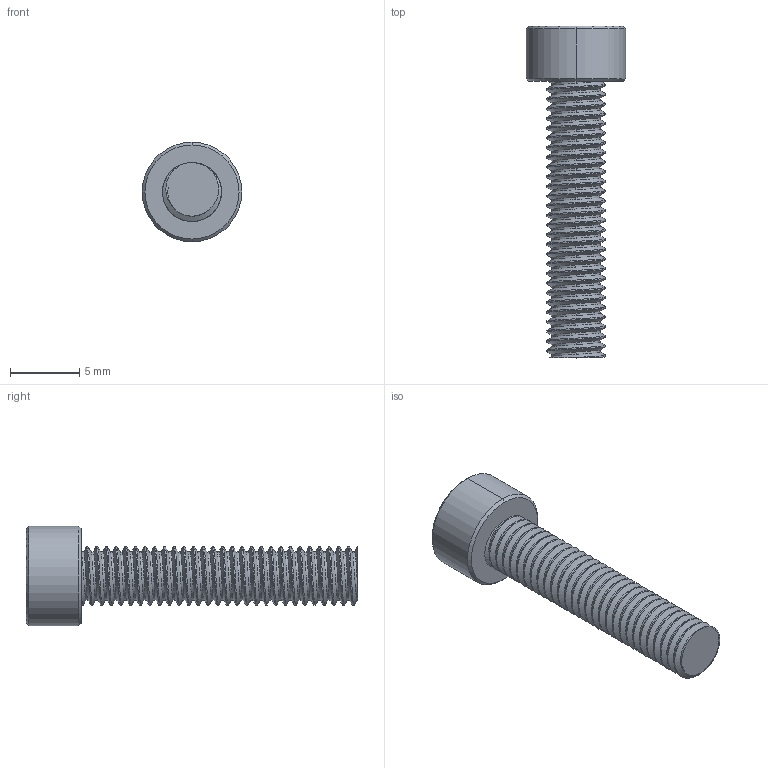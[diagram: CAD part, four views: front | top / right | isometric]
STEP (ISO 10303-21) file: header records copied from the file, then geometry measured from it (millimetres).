
FILE_DESCRIPTION (( 'STEP AP214' ), '1' );
FILE_NAME ('M4x20 Cap Screw.STEP', '2025-07-15T08:59:12', ( '' ), ( '' ), 'SwSTEP 2.0', 'SolidWorks 2016', '' );
FILE_SCHEMA (( 'AUTOMOTIVE_DESIGN' ));
Length unit declared in the file: millimetre
Products named in the file (1): M4x20 Cap Screw
Bounding box: 7.2 x 24 x 7.2 mm (x, y, z)
Volume: 367 mm3; surface area: 592.3 mm2
Topology: 1 solids, 1 shells, 84 faces, 232 edges, 152 vertices
Faces by surface type: cylinder 61, plane 16, cone 4, bspline 3
Entity records: 8067 total; most frequent: CARTESIAN_POINT 6208, ORIENTED_EDGE 464, DIRECTION 278, EDGE_CURVE 232, VERTEX_POINT 152, VECTOR 94, LINE 94, AXIS2_PLACEMENT_3D 92
